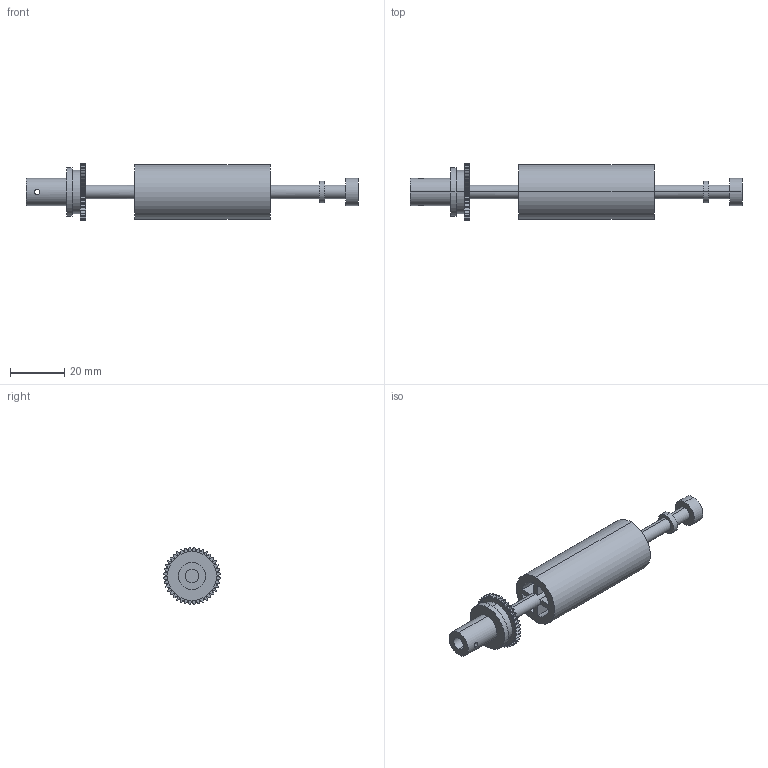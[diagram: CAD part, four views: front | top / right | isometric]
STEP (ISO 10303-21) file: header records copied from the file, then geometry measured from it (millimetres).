
FILE_DESCRIPTION (( 'STEP AP214' ), '1' );
FILE_NAME ('幗謫粣.STEP', '2022-08-02T08:27:12', ( '' ), ( '' ), 'SwSTEP 2.0', 'SolidWorks 2021', '' );
FILE_SCHEMA (( 'AUTOMOTIVE_DESIGN' ));
Length unit declared in the file: millimetre
Products named in the file (1): 幗謫粣
Bounding box: 122.6 x 20.96 x 20.96 mm (x, y, z)
Volume: 14645.2 mm3; surface area: 10639 mm2
Topology: 1 solids, 1 shells, 308 faces, 903 edges, 602 vertices
Faces by surface type: cylinder 207, bspline 80, plane 21
Entity records: 18123 total; most frequent: CARTESIAN_POINT 10030, ORIENTED_EDGE 1806, DIRECTION 1611, EDGE_CURVE 903, AXIS2_PLACEMENT_3D 647, VERTEX_POINT 602, CIRCLE 418, EDGE_LOOP 325
